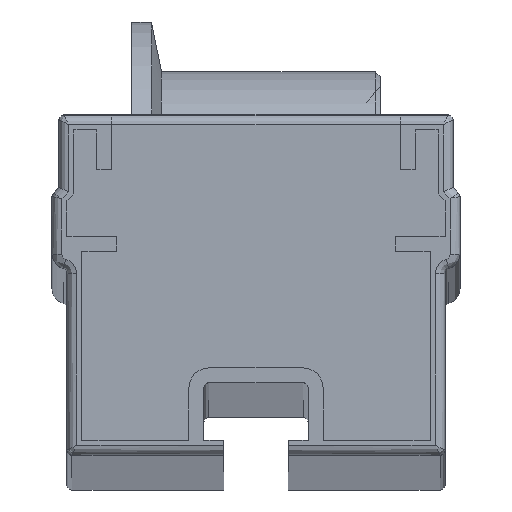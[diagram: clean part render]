
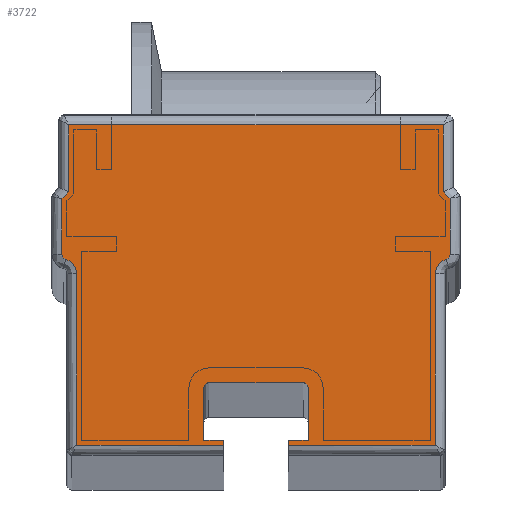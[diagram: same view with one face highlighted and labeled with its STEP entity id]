
A CAD part, top view. The second image highlights one B-rep face of the part: STEP entity #3722.
In plain terms, the highlighted planar face has unit normal (0, 0, 1).
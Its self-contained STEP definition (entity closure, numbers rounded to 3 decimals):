
#686=CIRCLE('',#4061,1.5);
#689=CIRCLE('',#4064,0.5);
#695=CIRCLE('',#4083,0.5);
#698=CIRCLE('',#4087,1.5);
#702=CIRCLE('',#4097,0.5);
#703=CIRCLE('',#4098,0.5);
#932=FACE_OUTER_BOUND('',#1109,.T.);
#1109=EDGE_LOOP('',(#3070,#3071,#3072,#3073,#3074,#3075,#3076,#3077,#3078,
#3079,#3080,#3081,#3082,#3083,#3084,#3085,#3086,#3087,#3088,#3089,#3090,
#3091,#3092,#3093));
#1356=LINE('',#6157,#1675);
#1359=LINE('',#6166,#1678);
#1360=LINE('',#6188,#1679);
#1362=LINE('',#6254,#1681);
#1365=LINE('',#6260,#1684);
#1366=LINE('',#6262,#1685);
#1368=LINE('',#6266,#1687);
#1371=LINE('',#6272,#1690);
#1373=LINE('',#6278,#1692);
#1374=LINE('',#6300,#1693);
#1377=LINE('',#6307,#1696);
#1382=LINE('',#6320,#1701);
#1385=LINE('',#6326,#1704);
#1386=LINE('',#6328,#1705);
#1387=LINE('',#6330,#1706);
#1388=LINE('',#6334,#1707);
#1389=LINE('',#6338,#1708);
#1390=LINE('',#6339,#1709);
#1675=VECTOR('',#4789,10.);
#1678=VECTOR('',#4798,10.);
#1679=VECTOR('',#4815,10.);
#1681=VECTOR('',#4831,10.);
#1684=VECTOR('',#4838,10.);
#1685=VECTOR('',#4841,10.);
#1687=VECTOR('',#4845,10.);
#1690=VECTOR('',#4852,10.);
#1692=VECTOR('',#4858,10.);
#1693=VECTOR('',#4875,10.);
#1696=VECTOR('',#4882,10.);
#1701=VECTOR('',#4895,10.);
#1704=VECTOR('',#4900,10.);
#1705=VECTOR('',#4901,10.);
#1706=VECTOR('',#4902,10.);
#1707=VECTOR('',#4905,10.);
#1708=VECTOR('',#4908,10.);
#1709=VECTOR('',#4909,10.);
#1965=VERTEX_POINT('',#6067);
#1968=VERTEX_POINT('',#6093);
#1971=VERTEX_POINT('',#6119);
#1974=VERTEX_POINT('',#6150);
#1976=VERTEX_POINT('',#6156);
#1979=VERTEX_POINT('',#6164);
#1981=VERTEX_POINT('',#6169);
#1983=VERTEX_POINT('',#6183);
#1985=VERTEX_POINT('',#6216);
#1988=VERTEX_POINT('',#6247);
#1990=VERTEX_POINT('',#6253);
#1992=VERTEX_POINT('',#6265);
#1995=VERTEX_POINT('',#6276);
#1997=VERTEX_POINT('',#6289);
#1999=VERTEX_POINT('',#6295);
#2001=VERTEX_POINT('',#6305);
#2005=VERTEX_POINT('',#6319);
#2007=VERTEX_POINT('',#6325);
#2008=VERTEX_POINT('',#6327);
#2009=VERTEX_POINT('',#6329);
#2010=VERTEX_POINT('',#6331);
#2011=VERTEX_POINT('',#6333);
#2012=VERTEX_POINT('',#6335);
#2013=VERTEX_POINT('',#6337);
#2339=EDGE_CURVE('',#1974,#1976,#1356,.T.);
#2344=EDGE_CURVE('',#1979,#1974,#1359,.T.);
#2346=EDGE_CURVE('',#1981,#1979,#686,.T.);
#2349=EDGE_CURVE('',#1983,#1981,#689,.T.);
#2351=EDGE_CURVE('',#1971,#1983,#1360,.T.);
#2359=EDGE_CURVE('',#1988,#1990,#1362,.T.);
#2363=EDGE_CURVE('',#1990,#1971,#1365,.T.);
#2364=EDGE_CURVE('',#1985,#1988,#1366,.T.);
#2366=EDGE_CURVE('',#1968,#1992,#1368,.T.);
#2370=EDGE_CURVE('',#1992,#1985,#1371,.T.);
#2373=EDGE_CURVE('',#1995,#1968,#1373,.T.);
#2375=EDGE_CURVE('',#1997,#1995,#695,.T.);
#2378=EDGE_CURVE('',#1999,#1997,#698,.T.);
#2380=EDGE_CURVE('',#1965,#1999,#1374,.T.);
#2384=EDGE_CURVE('',#2001,#1965,#1377,.T.);
#2390=EDGE_CURVE('',#2005,#1976,#1382,.T.);
#2393=EDGE_CURVE('',#2001,#2007,#1385,.T.);
#2394=EDGE_CURVE('',#2007,#2008,#1386,.T.);
#2395=EDGE_CURVE('',#2008,#2009,#1387,.T.);
#2396=EDGE_CURVE('',#2009,#2010,#702,.T.);
#2397=EDGE_CURVE('',#2010,#2011,#1388,.T.);
#2398=EDGE_CURVE('',#2011,#2012,#703,.T.);
#2399=EDGE_CURVE('',#2012,#2013,#1389,.T.);
#2400=EDGE_CURVE('',#2013,#2005,#1390,.T.);
#3070=ORIENTED_EDGE('',*,*,#2339,.F.);
#3071=ORIENTED_EDGE('',*,*,#2344,.F.);
#3072=ORIENTED_EDGE('',*,*,#2346,.F.);
#3073=ORIENTED_EDGE('',*,*,#2349,.F.);
#3074=ORIENTED_EDGE('',*,*,#2351,.F.);
#3075=ORIENTED_EDGE('',*,*,#2363,.F.);
#3076=ORIENTED_EDGE('',*,*,#2359,.F.);
#3077=ORIENTED_EDGE('',*,*,#2364,.F.);
#3078=ORIENTED_EDGE('',*,*,#2370,.F.);
#3079=ORIENTED_EDGE('',*,*,#2366,.F.);
#3080=ORIENTED_EDGE('',*,*,#2373,.F.);
#3081=ORIENTED_EDGE('',*,*,#2375,.F.);
#3082=ORIENTED_EDGE('',*,*,#2378,.F.);
#3083=ORIENTED_EDGE('',*,*,#2380,.F.);
#3084=ORIENTED_EDGE('',*,*,#2384,.F.);
#3085=ORIENTED_EDGE('',*,*,#2393,.T.);
#3086=ORIENTED_EDGE('',*,*,#2394,.T.);
#3087=ORIENTED_EDGE('',*,*,#2395,.T.);
#3088=ORIENTED_EDGE('',*,*,#2396,.T.);
#3089=ORIENTED_EDGE('',*,*,#2397,.T.);
#3090=ORIENTED_EDGE('',*,*,#2398,.T.);
#3091=ORIENTED_EDGE('',*,*,#2399,.T.);
#3092=ORIENTED_EDGE('',*,*,#2400,.T.);
#3093=ORIENTED_EDGE('',*,*,#2390,.T.);
#3589=PLANE('',#4096);
#3722=ADVANCED_FACE('',(#932),#3589,.T.);
#4061=AXIS2_PLACEMENT_3D('',#6171,#4803,#4804);
#4064=AXIS2_PLACEMENT_3D('',#6185,#4809,#4810);
#4083=AXIS2_PLACEMENT_3D('',#6291,#4861,#4862);
#4087=AXIS2_PLACEMENT_3D('',#6297,#4869,#4870);
#4096=AXIS2_PLACEMENT_3D('',#6324,#4898,#4899);
#4097=AXIS2_PLACEMENT_3D('',#6332,#4903,#4904);
#4098=AXIS2_PLACEMENT_3D('',#6336,#4906,#4907);
#4789=DIRECTION('',(-1.,0.,0.));
#4798=DIRECTION('',(0.,-1.,0.));
#4803=DIRECTION('center_axis',(0.,0.,1.));
#4804=DIRECTION('ref_axis',(-0.791,0.612,0.));
#4809=DIRECTION('center_axis',(0.,0.,-1.));
#4810=DIRECTION('ref_axis',(0.791,-0.612,0.));
#4815=DIRECTION('',(0.,-1.,0.));
#4831=DIRECTION('',(0.,-1.,0.));
#4838=DIRECTION('',(0.707,-0.707,0.));
#4841=DIRECTION('',(1.,0.,0.));
#4845=DIRECTION('',(0.707,0.707,0.));
#4852=DIRECTION('',(0.,1.,0.));
#4858=DIRECTION('',(0.,1.,0.));
#4861=DIRECTION('center_axis',(0.,0.,-1.));
#4862=DIRECTION('ref_axis',(-0.791,-0.612,0.));
#4869=DIRECTION('center_axis',(0.,0.,1.));
#4870=DIRECTION('ref_axis',(0.791,0.612,0.));
#4875=DIRECTION('',(0.,1.,0.));
#4882=DIRECTION('',(-1.,0.,0.));
#4895=DIRECTION('',(0.,-1.,0.));
#4898=DIRECTION('center_axis',(0.,0.,1.));
#4899=DIRECTION('ref_axis',(1.,0.,0.));
#4900=DIRECTION('',(0.,1.,0.));
#4901=DIRECTION('',(-1.,0.,0.));
#4902=DIRECTION('',(0.,1.,0.));
#4903=DIRECTION('center_axis',(0.,0.,-1.));
#4904=DIRECTION('ref_axis',(0.,1.,0.));
#4905=DIRECTION('',(1.,0.,0.));
#4906=DIRECTION('center_axis',(0.,0.,-1.));
#4907=DIRECTION('ref_axis',(1.,0.,0.));
#4908=DIRECTION('',(0.,-1.,0.));
#4909=DIRECTION('',(-1.,0.,0.));
#6067=CARTESIAN_POINT('',(-20.764,-17.118,2.5));
#6093=CARTESIAN_POINT('',(-22.264,7.667,2.5));
#6119=CARTESIAN_POINT('',(16.736,7.667,2.5));
#6150=CARTESIAN_POINT('',(15.236,-17.118,2.5));
#6156=CARTESIAN_POINT('',(0.486,-17.118,2.5));
#6157=CARTESIAN_POINT('',(-1.139,-17.118,2.5));
#6164=CARTESIAN_POINT('',(15.236,0.145,2.5));
#6166=CARTESIAN_POINT('',(15.236,-9.955,2.5));
#6169=CARTESIAN_POINT('',(16.361,1.598,2.5));
#6171=CARTESIAN_POINT('Origin',(16.736,0.145,2.5));
#6183=CARTESIAN_POINT('',(16.736,2.082,2.5));
#6185=CARTESIAN_POINT('Origin',(16.236,2.082,2.5));
#6188=CARTESIAN_POINT('',(16.736,-0.105,2.5));
#6216=CARTESIAN_POINT('',(-21.564,15.082,2.5));
#6247=CARTESIAN_POINT('',(16.036,15.082,2.5));
#6253=CARTESIAN_POINT('',(16.036,8.367,2.5));
#6254=CARTESIAN_POINT('',(16.036,3.245,2.5));
#6260=CARTESIAN_POINT('',(14.424,9.98,2.5));
#6262=CARTESIAN_POINT('',(6.886,15.082,2.5));
#6265=CARTESIAN_POINT('',(-21.564,8.367,2.5));
#6266=CARTESIAN_POINT('',(-19.675,10.256,2.5));
#6272=CARTESIAN_POINT('',(-21.564,6.645,2.5));
#6276=CARTESIAN_POINT('',(-22.264,2.082,2.5));
#6278=CARTESIAN_POINT('',(-22.264,2.792,2.5));
#6289=CARTESIAN_POINT('',(-21.889,1.598,2.5));
#6291=CARTESIAN_POINT('Origin',(-21.764,2.082,2.5));
#6295=CARTESIAN_POINT('',(-20.764,0.145,2.5));
#6297=CARTESIAN_POINT('Origin',(-22.264,0.145,2.5));
#6300=CARTESIAN_POINT('',(-20.764,-1.073,2.5));
#6305=CARTESIAN_POINT('',(-6.014,-17.118,2.5));
#6307=CARTESIAN_POINT('',(-12.014,-17.118,2.5));
#6319=CARTESIAN_POINT('',(0.486,-16.618,2.5));
#6320=CARTESIAN_POINT('',(0.486,-18.118,2.5));
#6324=CARTESIAN_POINT('Origin',(-2.764,-2.291,2.5));
#6325=CARTESIAN_POINT('',(-6.014,-16.618,2.5));
#6326=CARTESIAN_POINT('',(-6.014,-16.618,2.5));
#6327=CARTESIAN_POINT('',(-8.014,-16.618,2.5));
#6328=CARTESIAN_POINT('',(-8.014,-16.618,2.5));
#6329=CARTESIAN_POINT('',(-8.014,-11.318,2.5));
#6330=CARTESIAN_POINT('',(-8.014,-11.318,2.5));
#6331=CARTESIAN_POINT('',(-7.514,-10.818,2.5));
#6332=CARTESIAN_POINT('Origin',(-7.514,-11.318,2.5));
#6333=CARTESIAN_POINT('',(1.986,-10.818,2.5));
#6334=CARTESIAN_POINT('',(1.986,-10.818,2.5));
#6335=CARTESIAN_POINT('',(2.486,-11.318,2.5));
#6336=CARTESIAN_POINT('Origin',(1.986,-11.318,2.5));
#6337=CARTESIAN_POINT('',(2.486,-16.618,2.5));
#6338=CARTESIAN_POINT('',(2.486,-16.618,2.5));
#6339=CARTESIAN_POINT('',(0.486,-16.618,2.5));
